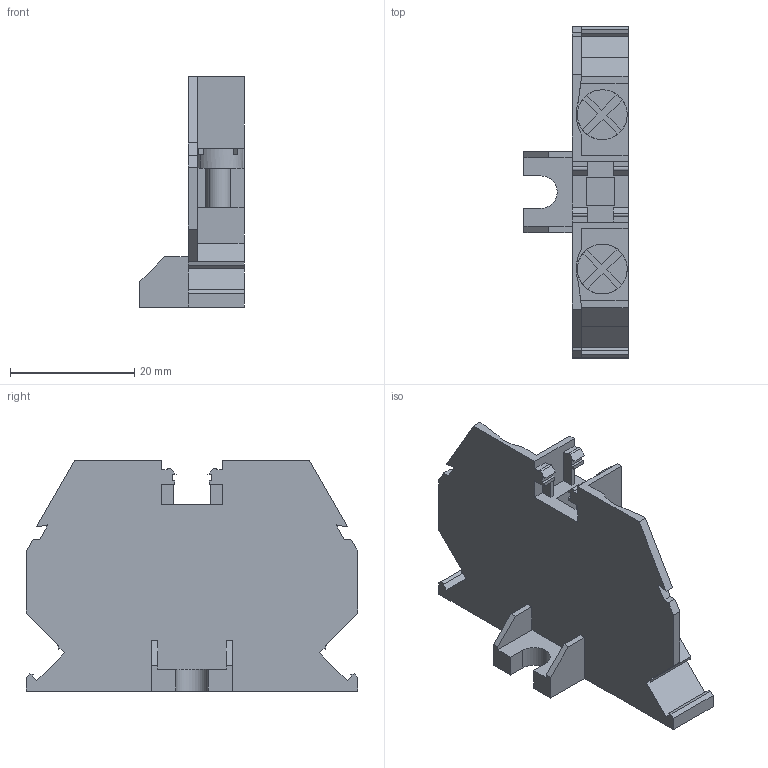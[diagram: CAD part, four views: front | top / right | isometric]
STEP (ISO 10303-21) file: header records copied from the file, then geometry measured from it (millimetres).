
FILE_DESCRIPTION(('Creo Elements/Direct Modeling STEP Export'),'2;1');
FILE_NAME('model.stp','2019-08-28T 8:22:45',(''),(''),'Creo Elements/Direct Modeling STEP processor for AP214 (Solid Model)','Creo Elements/Direct Modeling 20.1A 29-Sep-2018 (C) Parametric Technology GmbH','');
FILE_SCHEMA(('AUTOMOTIVE_DESIGN { 1 0 10303 214 1 1 1 1 }'));
Length unit declared in the file: millimetre
Products named in the file (2): RSC_4_F-select
Assembly tree (1 placements, depth 2):
  RSC_4_F-select
    RSC_4_F-select
Bounding box: 16.75 x 53.3 x 37 mm (x, y, z)
Volume: 9320.4 mm3; surface area: 6428.7 mm2
Topology: 1 solids, 1 shells, 163 faces, 466 edges, 310 vertices
Faces by surface type: plane 148, cylinder 15
Entity records: 6339 total; most frequent: ORIENTED_EDGE 932, CARTESIAN_POINT 891, DIRECTION 748, EDGE_CURVE 466, VECTOR 414, LINE 414, VERTEX_POINT 310, EDGE_LOOP 168
